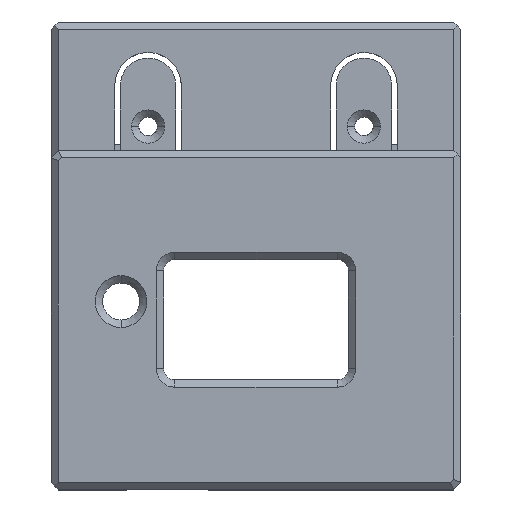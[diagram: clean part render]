
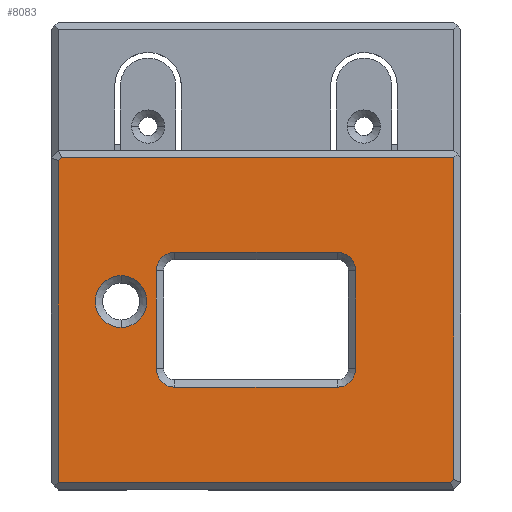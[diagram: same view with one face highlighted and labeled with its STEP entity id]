
A CAD part, top view. The second image highlights one B-rep face of the part: STEP entity #8083.
In plain terms, the highlighted planar face has unit normal (0, 0, 1).
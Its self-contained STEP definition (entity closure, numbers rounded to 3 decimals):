
#2056=CARTESIAN_POINT('',(-7.3,-2.768,9.07));
#2057=DIRECTION('',(0.,0.,-1.));
#2058=DIRECTION('',(0.,1.,0.));
#2059=AXIS2_PLACEMENT_3D('',#2056,#2057,#2058);
#2064=CARTESIAN_POINT('',(-7.3,-2.768,9.07));
#2065=DIRECTION('',(0.,0.,-1.));
#2066=DIRECTION('',(0.,-1.,0.));
#2067=AXIS2_PLACEMENT_3D('',#2064,#2065,#2066);
#2072=DIRECTION('',(0.,1.,0.));
#2073=VECTOR('',#2072,17.401);
#2074=CARTESIAN_POINT('',(10.69,-12.384,9.07));
#2075=LINE('',#2074,#2073);
#2079=DIRECTION('',(0.707,0.707,0.));
#2080=VECTOR('',#2079,0.234);
#2081=CARTESIAN_POINT('',(10.524,-12.55,9.07));
#2082=LINE('',#2081,#2080);
#2086=DIRECTION('',(1.,0.,0.));
#2087=VECTOR('',#2086,21.214);
#2088=CARTESIAN_POINT('',(-10.69,-12.55,9.07));
#2089=LINE('',#2088,#2087);
#2093=DIRECTION('',(0.,-1.,0.));
#2094=VECTOR('',#2093,17.401);
#2095=CARTESIAN_POINT('',(-10.69,4.852,9.07));
#2096=LINE('',#2095,#2094);
#2100=DIRECTION('',(-0.707,-0.707,0.));
#2101=VECTOR('',#2100,0.234);
#2102=CARTESIAN_POINT('',(-10.524,5.018,9.07));
#2103=LINE('',#2102,#2101);
#2107=DIRECTION('',(-1.,0.,0.));
#2108=VECTOR('',#2107,21.214);
#2109=CARTESIAN_POINT('',(10.69,5.018,9.07));
#2110=LINE('',#2109,#2108);
#2114=CARTESIAN_POINT('',(-4.4,-6.4,9.07));
#2115=DIRECTION('',(0.,0.,-1.));
#2116=DIRECTION('',(0.,-1.,0.));
#2117=AXIS2_PLACEMENT_3D('',#2114,#2115,#2116);
#2122=DIRECTION('',(-1.,0.,0.));
#2123=VECTOR('',#2122,8.8);
#2124=CARTESIAN_POINT('',(4.4,-7.4,9.07));
#2125=LINE('',#2124,#2123);
#2129=CARTESIAN_POINT('',(4.4,-6.4,9.07));
#2130=DIRECTION('',(0.,0.,-1.));
#2131=DIRECTION('',(1.,0.,0.));
#2132=AXIS2_PLACEMENT_3D('',#2129,#2130,#2131);
#2137=DIRECTION('',(0.,-1.,0.));
#2138=VECTOR('',#2137,5.3);
#2139=CARTESIAN_POINT('',(5.4,-1.1,9.07));
#2140=LINE('',#2139,#2138);
#2144=CARTESIAN_POINT('',(4.4,-1.1,9.07));
#2145=DIRECTION('',(0.,0.,-1.));
#2146=DIRECTION('',(0.,1.,0.));
#2147=AXIS2_PLACEMENT_3D('',#2144,#2145,#2146);
#2152=DIRECTION('',(1.,0.,0.));
#2153=VECTOR('',#2152,8.8);
#2154=CARTESIAN_POINT('',(-4.4,-0.1,
9.07));
#2155=LINE('',#2154,#2153);
#2159=CARTESIAN_POINT('',(-4.4,-1.1,9.07));
#2160=DIRECTION('',(0.,0.,-1.));
#2161=DIRECTION('',(-1.,0.,0.));
#2162=AXIS2_PLACEMENT_3D('',#2159,#2160,#2161);
#2167=DIRECTION('',(0.,1.,0.));
#2168=VECTOR('',#2167,5.3);
#2169=CARTESIAN_POINT('',(-5.4,-6.4,
9.07));
#2170=LINE('',#2169,#2168);
#5828=CARTESIAN_POINT('',(10.69,-12.384,9.07));
#5829=CARTESIAN_POINT('',(10.69,5.018,9.07));
#5830=VERTEX_POINT('',#5828);
#5831=VERTEX_POINT('',#5829);
#5834=CARTESIAN_POINT('',(10.524,-12.55,9.07));
#5835=VERTEX_POINT('',#5834);
#5838=CARTESIAN_POINT('',(-10.69,-12.55,9.07));
#5839=VERTEX_POINT('',#5838);
#5840=CARTESIAN_POINT('',(-10.69,4.852,9.07));
#5841=VERTEX_POINT('',#5840);
#5846=CARTESIAN_POINT('',(-10.524,5.018,9.07));
#5847=VERTEX_POINT('',#5846);
#5924=CARTESIAN_POINT('',(-4.4,-7.4,9.07));
#5925=CARTESIAN_POINT('',(-5.4,-6.4,9.07));
#5926=VERTEX_POINT('',#5924);
#5927=VERTEX_POINT('',#5925);
#5932=CARTESIAN_POINT('',(-5.4,-1.1,
9.07));
#5933=VERTEX_POINT('',#5932);
#5936=CARTESIAN_POINT('',(-4.4,-0.1,9.07));
#5937=VERTEX_POINT('',#5936);
#5940=CARTESIAN_POINT('',(4.4,-0.1,
9.07));
#5941=VERTEX_POINT('',#5940);
#5944=CARTESIAN_POINT('',(5.4,-1.1,9.07));
#5945=VERTEX_POINT('',#5944);
#5948=CARTESIAN_POINT('',(5.4,-6.4,9.07));
#5949=VERTEX_POINT('',#5948);
#5952=CARTESIAN_POINT('',(4.4,-7.4,9.07));
#5953=VERTEX_POINT('',#5952);
#6256=CARTESIAN_POINT('',(-7.3,-1.368,9.07));
#6257=CARTESIAN_POINT('',(-7.3,-4.168,9.07));
#6258=VERTEX_POINT('',#6256);
#6259=VERTEX_POINT('',#6257);
#8041=CARTESIAN_POINT('',(0.,0.,9.07));
#8042=DIRECTION('',(0.,0.,1.));
#8043=DIRECTION('',(-1.,0.,0.));
#8044=AXIS2_PLACEMENT_3D('',#8041,#8042,#8043);
#8045=PLANE('',#8044);
#8047=ORIENTED_EDGE('',*,*,#8046,.F.);
#8049=ORIENTED_EDGE('',*,*,#8048,.F.);
#8051=ORIENTED_EDGE('',*,*,#8050,.F.);
#8053=ORIENTED_EDGE('',*,*,#8052,.F.);
#8055=ORIENTED_EDGE('',*,*,#8054,.F.);
#8057=ORIENTED_EDGE('',*,*,#8056,.F.);
#8058=EDGE_LOOP('',(#8047,#8049,#8051,#8053,#8055,#8057));
#8059=FACE_OUTER_BOUND('',#8058,.F.);
#8061=ORIENTED_EDGE('',*,*,#8060,.F.);
#8062=ORIENTED_EDGE('',*,*,#8024,.F.);
#8063=EDGE_LOOP('',(#8061,#8062));
#8064=FACE_BOUND('',#8063,.F.);
#8066=ORIENTED_EDGE('',*,*,#8065,.F.);
#8068=ORIENTED_EDGE('',*,*,#8067,.F.);
#8070=ORIENTED_EDGE('',*,*,#8069,.F.);
#8072=ORIENTED_EDGE('',*,*,#8071,.F.);
#8074=ORIENTED_EDGE('',*,*,#8073,.F.);
#8076=ORIENTED_EDGE('',*,*,#8075,.F.);
#8078=ORIENTED_EDGE('',*,*,#8077,.F.);
#8080=ORIENTED_EDGE('',*,*,#8079,.F.);
#8081=EDGE_LOOP('',(#8066,#8068,#8070,#8072,#8074,#8076,#8078,#8080));
#8082=FACE_BOUND('',#8081,.F.);
#8083=ADVANCED_FACE('',(#8059,#8064,#8082),#8045,.T.);
#2060=CIRCLE('',#2059,1.4);
#2068=CIRCLE('',#2067,1.4);
#2118=CIRCLE('',#2117,1.);
#2133=CIRCLE('',#2132,1.);
#2148=CIRCLE('',#2147,1.);
#2163=CIRCLE('',#2162,1.);
#8024=EDGE_CURVE('',#6259,#6258,#2068,.T.);
#8046=EDGE_CURVE('',#5830,#5831,#2075,.T.);
#8048=EDGE_CURVE('',#5835,#5830,#2082,.T.);
#8050=EDGE_CURVE('',#5839,#5835,#2089,.T.);
#8052=EDGE_CURVE('',#5841,#5839,#2096,.T.);
#8054=EDGE_CURVE('',#5847,#5841,#2103,.T.);
#8056=EDGE_CURVE('',#5831,#5847,#2110,.T.);
#8060=EDGE_CURVE('',#6258,#6259,#2060,.T.);
#8065=EDGE_CURVE('',#5926,#5927,#2118,.T.);
#8067=EDGE_CURVE('',#5953,#5926,#2125,.T.);
#8069=EDGE_CURVE('',#5949,#5953,#2133,.T.);
#8071=EDGE_CURVE('',#5945,#5949,#2140,.T.);
#8073=EDGE_CURVE('',#5941,#5945,#2148,.T.);
#8075=EDGE_CURVE('',#5937,#5941,#2155,.T.);
#8077=EDGE_CURVE('',#5933,#5937,#2163,.T.);
#8079=EDGE_CURVE('',#5927,#5933,#2170,.T.);
